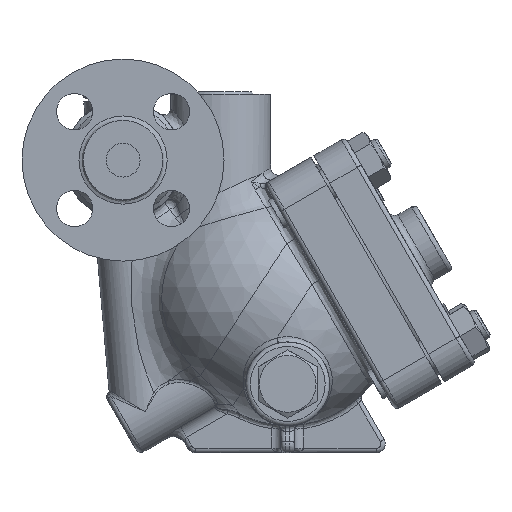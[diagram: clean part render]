
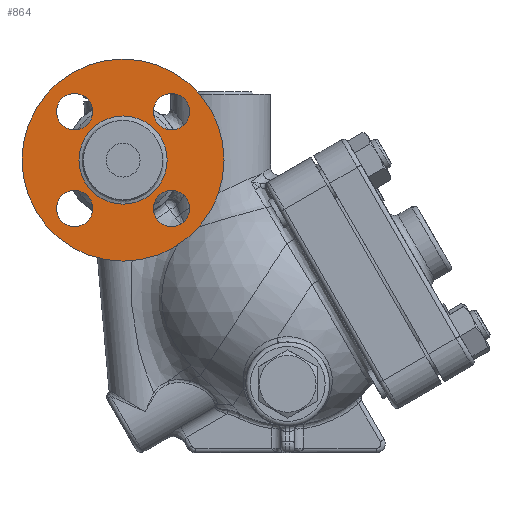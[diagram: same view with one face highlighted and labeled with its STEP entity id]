
A CAD part, front view. The second image highlights one B-rep face of the part: STEP entity #864.
In plain terms, the highlighted planar face has unit normal (0, -1, 0).
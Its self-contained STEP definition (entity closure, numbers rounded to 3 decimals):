
#789=CARTESIAN_POINT('',(-43.,-123.4,-19.41));
#790=VERTEX_POINT('',#789);
#791=CARTESIAN_POINT('',(-43.,-123.4,0.));
#792=DIRECTION('',(0.0,-1.0,0.0));
#793=DIRECTION('',(0.0,0.0,1.0));
#794=AXIS2_PLACEMENT_3D('',#791,#792,#793);
#795=CIRCLE('',#794,19.41);
#796=EDGE_CURVE('',#790,#790,#795,.T.);
#801=CARTESIAN_POINT('',(-43.,-123.4,30.975));
#802=DIRECTION('',(0.0,-1.0,0.0));
#803=DIRECTION('',(0.0,0.0,-1.0));
#804=AXIS2_PLACEMENT_3D('',#801,#802,#803);
#805=PLANE('',#804);
#806=CARTESIAN_POINT('',(-43.,-123.4,44.5));
#807=VERTEX_POINT('',#806);
#808=CARTESIAN_POINT('',(-43.,-123.4,0.));
#809=DIRECTION('',(0.0,1.0,0.0));
#810=DIRECTION('',(0.0,0.0,1.0));
#811=AXIS2_PLACEMENT_3D('',#808,#809,#810);
#812=CIRCLE('',#811,44.5);
#813=EDGE_CURVE('',#807,#807,#812,.T.);
#814=ORIENTED_EDGE('',*,*,#813,.F.);
#815=EDGE_LOOP('',(#814));
#816=FACE_OUTER_BOUND('',#815,.T.);
#817=CARTESIAN_POINT('',(-13.681,-123.4,21.319));
#818=VERTEX_POINT('',#817);
#819=CARTESIAN_POINT('',(-21.681,-123.4,21.319));
#820=DIRECTION('',(0.0,1.0,0.0));
#821=DIRECTION('',(1.0,0.0,0.0));
#822=AXIS2_PLACEMENT_3D('',#819,#820,#821);
#823=CIRCLE('',#822,8.);
#824=EDGE_CURVE('',#818,#818,#823,.T.);
#825=ORIENTED_EDGE('',*,*,#824,.T.);
#826=EDGE_LOOP('',(#825));
#827=FACE_BOUND('',#826,.T.);
#828=CARTESIAN_POINT('',(-21.681,-123.4,-29.319));
#829=VERTEX_POINT('',#828);
#830=CARTESIAN_POINT('',(-21.681,-123.4,-21.319));
#831=DIRECTION('',(0.0,1.0,0.0));
#832=DIRECTION('',(0.0,0.0,-1.0));
#833=AXIS2_PLACEMENT_3D('',#830,#831,#832);
#834=CIRCLE('',#833,8.);
#835=EDGE_CURVE('',#829,#829,#834,.T.);
#836=ORIENTED_EDGE('',*,*,#835,.T.);
#837=EDGE_LOOP('',(#836));
#838=FACE_BOUND('',#837,.T.);
#839=CARTESIAN_POINT('',(-72.319,-123.4,-21.319));
#840=VERTEX_POINT('',#839);
#841=CARTESIAN_POINT('',(-64.319,-123.4,-21.319));
#842=DIRECTION('',(0.0,1.0,0.0));
#843=DIRECTION('',(-1.0,0.0,0.0));
#844=AXIS2_PLACEMENT_3D('',#841,#842,#843);
#845=CIRCLE('',#844,8.);
#846=EDGE_CURVE('',#840,#840,#845,.T.);
#847=ORIENTED_EDGE('',*,*,#846,.T.);
#848=EDGE_LOOP('',(#847));
#849=FACE_BOUND('',#848,.T.);
#850=CARTESIAN_POINT('',(-64.319,-123.4,29.319));
#851=VERTEX_POINT('',#850);
#852=CARTESIAN_POINT('',(-64.319,-123.4,21.319));
#853=DIRECTION('',(0.0,1.0,0.0));
#854=DIRECTION('',(0.0,0.0,1.0));
#855=AXIS2_PLACEMENT_3D('',#852,#853,#854);
#856=CIRCLE('',#855,8.);
#857=EDGE_CURVE('',#851,#851,#856,.T.);
#858=ORIENTED_EDGE('',*,*,#857,.T.);
#859=EDGE_LOOP('',(#858));
#860=FACE_BOUND('',#859,.T.);
#861=ORIENTED_EDGE('',*,*,#796,.F.);
#862=EDGE_LOOP('',(#861));
#863=FACE_BOUND('',#862,.T.);
#864=ADVANCED_FACE('',(#816,#827,#838,#849,#860,#863),#805,.T.);
